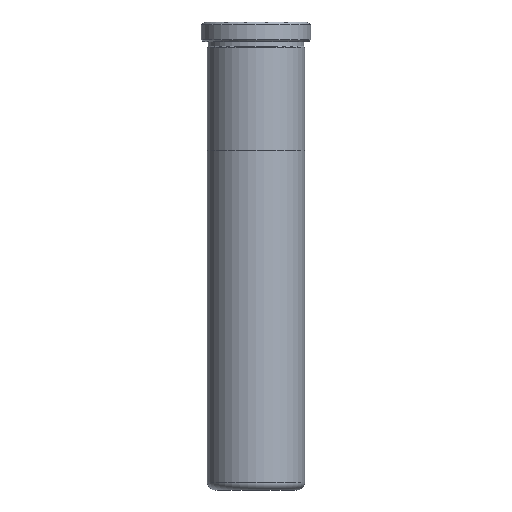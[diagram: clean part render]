
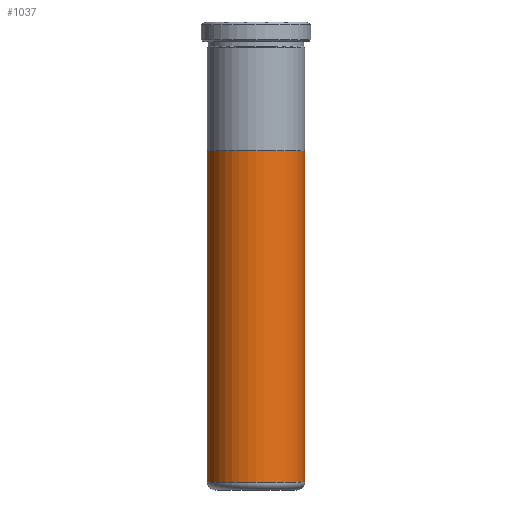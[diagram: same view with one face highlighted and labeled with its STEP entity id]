
A CAD part, front view. The second image highlights one B-rep face of the part: STEP entity #1037.
In plain terms, the highlighted cylindrical face has radius 12.495 mm (diameter 24.99 mm), a partial arc.
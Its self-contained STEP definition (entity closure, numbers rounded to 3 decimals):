
#17 = FACE_OUTER_BOUND ( 'NONE', #886, .T. ) ;
#56 = ORIENTED_EDGE ( 'NONE', *, *, #498, .T. ) ;
#58 = DIRECTION ( 'NONE',  ( 1., 0., 0. ) ) ;
#120 = ORIENTED_EDGE ( 'NONE', *, *, #600, .T. ) ;
#163 = CARTESIAN_POINT ( 'NONE',  ( 0., 0., 87. ) ) ;
#227 = ORIENTED_EDGE ( 'NONE', *, *, #672, .F. ) ;
#258 = CARTESIAN_POINT ( 'NONE',  ( 12.495, 0., 115. ) ) ;
#280 = DIRECTION ( 'NONE',  ( 1., 0., 0. ) ) ;
#309 = LINE ( 'NONE', #327, #1471 ) ;
#327 = CARTESIAN_POINT ( 'NONE',  ( -12.495, 0., 115. ) ) ;
#332 = CIRCLE ( 'NONE', #371, 12.495 ) ;
#371 = AXIS2_PLACEMENT_3D ( 'NONE', #163, #999, #280 ) ;
#414 = VERTEX_POINT ( 'NONE', #874 ) ;
#445 = EDGE_CURVE ( 'NONE', #1052, #414, #332, .T. ) ;
#493 = LINE ( 'NONE', #258, #1367 ) ;
#498 = EDGE_CURVE ( 'NONE', #1003, #975, #1387, .T. ) ;
#504 = CARTESIAN_POINT ( 'NONE',  ( 0., 0., 115. ) ) ;
#600 = EDGE_CURVE ( 'NONE', #1052, #1003, #309, .T. ) ;
#626 = DIRECTION ( 'NONE',  ( 0., 0., -1. ) ) ;
#672 = EDGE_CURVE ( 'NONE', #414, #975, #493, .T. ) ;
#706 = DIRECTION ( 'NONE',  ( 0., 0., -1. ) ) ;
#729 = CARTESIAN_POINT ( 'NONE',  ( -12.495, 0., 87. ) ) ;
#801 = DIRECTION ( 'NONE',  ( 0., 0., 1. ) ) ;
#809 = CARTESIAN_POINT ( 'NONE',  ( 12.495, 0., 2. ) ) ;
#874 = CARTESIAN_POINT ( 'NONE',  ( 12.495, 0., 87. ) ) ;
#886 = EDGE_LOOP ( 'NONE', ( #227, #1421, #120, #56 ) ) ;
#918 = CYLINDRICAL_SURFACE ( 'NONE', #1324, 12.495 ) ;
#975 = VERTEX_POINT ( 'NONE', #809 ) ;
#999 = DIRECTION ( 'NONE',  ( 0., 0., 1. ) ) ;
#1003 = VERTEX_POINT ( 'NONE', #1252 ) ;
#1037 = ADVANCED_FACE ( 'NONE', ( #17 ), #918, .T. ) ;
#1052 = VERTEX_POINT ( 'NONE', #729 ) ;
#1089 = AXIS2_PLACEMENT_3D ( 'NONE', #1459, #801, #58 ) ;
#1180 = DIRECTION ( 'NONE',  ( -1., 0., 0. ) ) ;
#1200 = DIRECTION ( 'NONE',  ( 0., 0., -1. ) ) ;
#1252 = CARTESIAN_POINT ( 'NONE',  ( -12.495, 0., 2. ) ) ;
#1324 = AXIS2_PLACEMENT_3D ( 'NONE', #504, #626, #1180 ) ;
#1367 = VECTOR ( 'NONE', #1200, 1000. ) ;
#1387 = CIRCLE ( 'NONE', #1089, 12.495 ) ;
#1421 = ORIENTED_EDGE ( 'NONE', *, *, #445, .F. ) ;
#1459 = CARTESIAN_POINT ( 'NONE',  ( 0., 0., 2. ) ) ;
#1471 = VECTOR ( 'NONE', #706, 1000. ) ;
